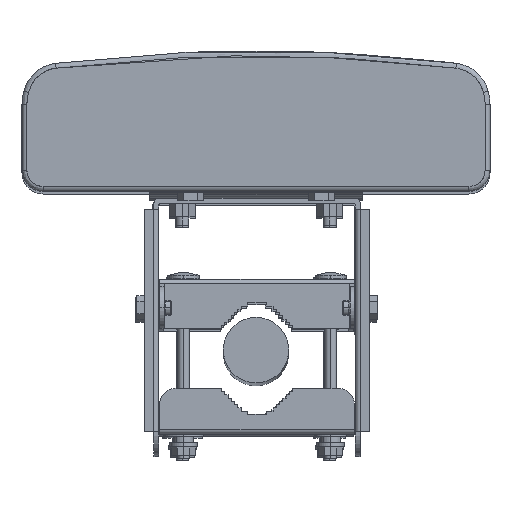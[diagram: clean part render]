
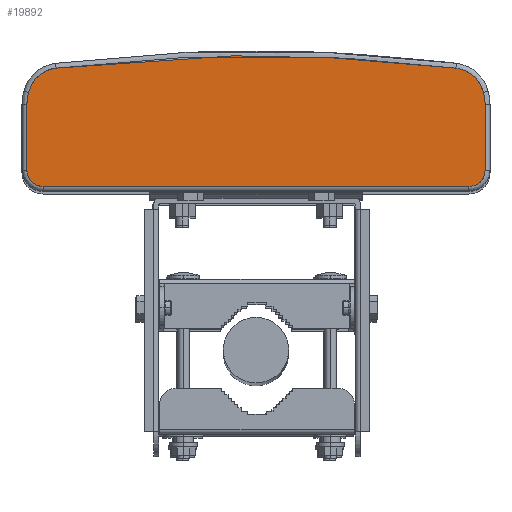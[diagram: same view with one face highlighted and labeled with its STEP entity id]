
A CAD part, top view. The second image highlights one B-rep face of the part: STEP entity #19892.
In plain terms, the highlighted planar face has unit normal (0, 0, 1).
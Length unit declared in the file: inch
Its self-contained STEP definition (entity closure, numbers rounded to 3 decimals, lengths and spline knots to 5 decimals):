
#119 = CARTESIAN_POINT ( 'NONE',  ( -1.61137, 1.6752, 35.5315 ) ) ;
#346 = ORIENTED_EDGE ( 'NONE', *, *, #20464, .F. ) ;
#653 = EDGE_CURVE ( 'NONE', #32775, #19158, #29790, .T. ) ;
#1311 = CARTESIAN_POINT ( 'NONE',  ( 5.38849, 1.01527, 35.5315 ) ) ;
#2652 = ORIENTED_EDGE ( 'NONE', *, *, #13862, .F. ) ;
#2826 =( BOUNDED_CURVE ( )  B_SPLINE_CURVE ( 3, ( #17539, #25419, #11517, #22672 ),
 .UNSPECIFIED., .F., .F. ) 
 B_SPLINE_CURVE_WITH_KNOTS ( ( 4, 4 ),
 ( 0., 1. ),
 .UNSPECIFIED. ) 
 CURVE ( )  GEOMETRIC_REPRESENTATION_ITEM ( )  RATIONAL_B_SPLINE_CURVE ( ( 1., 0.994, 0.994, 1. ) ) 
 REPRESENTATION_ITEM ( '' )  );
#3041 = VERTEX_POINT ( 'NONE', #31944 ) ;
#3887 = CARTESIAN_POINT ( 'NONE',  ( 5.47295, 0.69416, 35.5315 ) ) ;
#4248 = CARTESIAN_POINT ( 'NONE',  ( -5.47295, 0.69416, 35.5315 ) ) ;
#5603 =( BOUNDED_CURVE ( )  B_SPLINE_CURVE ( 3, ( #20894, #9729, #1311, #3887 ),
 .UNSPECIFIED., .F., .F. ) 
 B_SPLINE_CURVE_WITH_KNOTS ( ( 4, 4 ),
 ( 0., 1. ),
 .UNSPECIFIED. ) 
 CURVE ( )  GEOMETRIC_REPRESENTATION_ITEM ( )  RATIONAL_B_SPLINE_CURVE ( ( 1., 0.886, 0.886, 1. ) ) 
 REPRESENTATION_ITEM ( '' )  );
#5800 = VECTOR ( 'NONE', #18918, 39.37008 ) ;
#5815 = ORIENTED_EDGE ( 'NONE', *, *, #653, .F. ) ;
#6991 = CARTESIAN_POINT ( 'NONE',  ( -5.11811, -1.5748, 35.5315 ) ) ;
#7235 = VERTEX_POINT ( 'NONE', #10536 ) ;
#7744 =( BOUNDED_CURVE ( )  B_SPLINE_CURVE ( 3, ( #28115, #119, #22437, #33434 ),
 .UNSPECIFIED., .F., .F. ) 
 B_SPLINE_CURVE_WITH_KNOTS ( ( 4, 4 ),
 ( 0., 1. ),
 .UNSPECIFIED. ) 
 CURVE ( )  GEOMETRIC_REPRESENTATION_ITEM ( )  RATIONAL_B_SPLINE_CURVE ( ( 1., 0.995, 0.995, 1. ) ) 
 REPRESENTATION_ITEM ( '' )  );
#8100 = CARTESIAN_POINT ( 'NONE',  ( 5.34873, -1.5748, 35.5315 ) ) ;
#8338 = ORIENTED_EDGE ( 'NONE', *, *, #22964, .F. ) ;
#8459 = EDGE_CURVE ( 'NONE', #16612, #18518, #20567, .T. ) ;
#8549 = EDGE_CURVE ( 'NONE', #7235, #16612, #30088, .T. ) ;
#9219 = CARTESIAN_POINT ( 'NONE',  ( -5.51181, -1.1811, 35.5315 ) ) ;
#9729 = CARTESIAN_POINT ( 'NONE',  ( 5.13865, 1.23395, 35.5315 ) ) ;
#9926 = LINE ( 'NONE', #29701, #14605 ) ;
#10018 = DIRECTION ( 'NONE',  ( 0., -1., 0. ) ) ;
#10414 = CARTESIAN_POINT ( 'NONE',  ( -5.49879, 0.59596, 35.5315 ) ) ;
#10536 = CARTESIAN_POINT ( 'NONE',  ( 5.11811, -1.5748, 35.5315 ) ) ;
#10766 = CARTESIAN_POINT ( 'NONE',  ( -5.51181, 0.49525, 35.5315 ) ) ;
#11517 = CARTESIAN_POINT ( 'NONE',  ( 5.51181, 0.49525, 35.5315 ) ) ;
#12652 = FACE_OUTER_BOUND ( 'NONE', #33154, .T. ) ;
#12767 = CARTESIAN_POINT ( 'NONE',  ( 5.51181, -1.1811, 35.5315 ) ) ;
#13862 = EDGE_CURVE ( 'NONE', #19526, #24084, #5603, .T. ) ;
#14113 = VERTEX_POINT ( 'NONE', #31987 ) ;
#14414 = AXIS2_PLACEMENT_3D ( 'NONE', #23278, #26381, #14868 ) ;
#14503 = CARTESIAN_POINT ( 'NONE',  ( 5.51181, -1.41173, 35.5315 ) ) ;
#14605 = VECTOR ( 'NONE', #21093, 39.37008 ) ;
#14868 = DIRECTION ( 'NONE',  ( -1., 0., 0. ) ) ;
#15419 = CARTESIAN_POINT ( 'NONE',  ( -5.38849, 1.01527, 35.5315 ) ) ;
#16227 = CARTESIAN_POINT ( 'NONE',  ( 5.51181, 0.3937, 35.5315 ) ) ;
#16568 = EDGE_CURVE ( 'NONE', #14113, #3041, #17563, .T. ) ;
#16612 = VERTEX_POINT ( 'NONE', #6991 ) ;
#17539 = CARTESIAN_POINT ( 'NONE',  ( 5.47295, 0.69416, 35.5315 ) ) ;
#17563 =( BOUNDED_CURVE ( )  B_SPLINE_CURVE ( 3, ( #4248, #15419, #34788, #26563 ),
 .UNSPECIFIED., .F., .F. ) 
 B_SPLINE_CURVE_WITH_KNOTS ( ( 4, 4 ),
 ( 0., 1. ),
 .UNSPECIFIED. ) 
 CURVE ( )  GEOMETRIC_REPRESENTATION_ITEM ( )  RATIONAL_B_SPLINE_CURVE ( ( 1., 0.886, 0.886, 1. ) ) 
 REPRESENTATION_ITEM ( '' )  );
#17775 =( BOUNDED_CURVE ( )  B_SPLINE_CURVE ( 3, ( #33547, #14503, #8100, #19253 ),
 .UNSPECIFIED., .F., .F. ) 
 B_SPLINE_CURVE_WITH_KNOTS ( ( 4, 4 ),
 ( 0., 1. ),
 .UNSPECIFIED. ) 
 CURVE ( )  GEOMETRIC_REPRESENTATION_ITEM ( )  RATIONAL_B_SPLINE_CURVE ( ( 1., 0.805, 0.805, 1. ) ) 
 REPRESENTATION_ITEM ( '' )  );
#18501 = VECTOR ( 'NONE', #10018, 39.37008 ) ;
#18518 = VERTEX_POINT ( 'NONE', #9219 ) ;
#18743 = CARTESIAN_POINT ( 'NONE',  ( -5.51181, -1.1811, 35.5315 ) ) ;
#18918 = DIRECTION ( 'NONE',  ( -1., 0., 0. ) ) ;
#18987 = CARTESIAN_POINT ( 'NONE',  ( -5.51181, 0.3937, 35.5315 ) ) ;
#19126 = CARTESIAN_POINT ( 'NONE',  ( -5.51181, 0.3937, 35.5315 ) ) ;
#19145 = EDGE_CURVE ( 'NONE', #24084, #32775, #2826, .T. ) ;
#19158 = VERTEX_POINT ( 'NONE', #23220 ) ;
#19253 = CARTESIAN_POINT ( 'NONE',  ( 5.11811, -1.5748, 35.5315 ) ) ;
#19526 = VERTEX_POINT ( 'NONE', #22991 ) ;
#19892 = ADVANCED_FACE ( 'NONE', ( #12652 ), #20885, .F. ) ;
#20259 = CARTESIAN_POINT ( 'NONE',  ( 5.47295, 0.69416, 35.5315 ) ) ;
#20464 = EDGE_CURVE ( 'NONE', #24428, #14113, #25271, .T. ) ;
#20513 = ORIENTED_EDGE ( 'NONE', *, *, #20923, .F. ) ;
#20567 =( BOUNDED_CURVE ( )  B_SPLINE_CURVE ( 3, ( #32664, #24055, #33020, #18743 ),
 .UNSPECIFIED., .F., .F. ) 
 B_SPLINE_CURVE_WITH_KNOTS ( ( 4, 4 ),
 ( 0., 1. ),
 .UNSPECIFIED. ) 
 CURVE ( )  GEOMETRIC_REPRESENTATION_ITEM ( )  RATIONAL_B_SPLINE_CURVE ( ( 1., 0.805, 0.805, 1. ) ) 
 REPRESENTATION_ITEM ( '' )  );
#20885 = PLANE ( 'NONE',  #14414 ) ;
#20894 = CARTESIAN_POINT ( 'NONE',  ( 4.8092, 1.27517, 35.5315 ) ) ;
#20923 = EDGE_CURVE ( 'NONE', #3041, #19526, #7744, .T. ) ;
#21093 = DIRECTION ( 'NONE',  ( 0., 1., 0. ) ) ;
#21407 = ORIENTED_EDGE ( 'NONE', *, *, #35545, .F. ) ;
#22437 = CARTESIAN_POINT ( 'NONE',  ( 1.61137, 1.6752, 35.5315 ) ) ;
#22672 = CARTESIAN_POINT ( 'NONE',  ( 5.51181, 0.3937, 35.5315 ) ) ;
#22964 = EDGE_CURVE ( 'NONE', #18518, #24428, #9926, .T. ) ;
#22991 = CARTESIAN_POINT ( 'NONE',  ( 4.8092, 1.27517, 35.5315 ) ) ;
#23220 = CARTESIAN_POINT ( 'NONE',  ( 5.51181, -1.1811, 35.5315 ) ) ;
#23278 = CARTESIAN_POINT ( 'NONE',  ( 4.71146, 0.49386, 35.5315 ) ) ;
#24055 = CARTESIAN_POINT ( 'NONE',  ( -5.34873, -1.5748, 35.5315 ) ) ;
#24084 = VERTEX_POINT ( 'NONE', #20259 ) ;
#24428 = VERTEX_POINT ( 'NONE', #19126 ) ;
#24775 = CARTESIAN_POINT ( 'NONE',  ( -5.11811, -1.5748, 35.5315 ) ) ;
#25271 =( BOUNDED_CURVE ( )  B_SPLINE_CURVE ( 3, ( #18987, #10766, #10414, #35290 ),
 .UNSPECIFIED., .F., .F. ) 
 B_SPLINE_CURVE_WITH_KNOTS ( ( 4, 4 ),
 ( 0., 1. ),
 .UNSPECIFIED. ) 
 CURVE ( )  GEOMETRIC_REPRESENTATION_ITEM ( )  RATIONAL_B_SPLINE_CURVE ( ( 1., 0.994, 0.994, 1. ) ) 
 REPRESENTATION_ITEM ( '' )  );
#25419 = CARTESIAN_POINT ( 'NONE',  ( 5.49879, 0.59596, 35.5315 ) ) ;
#26381 = DIRECTION ( 'NONE',  ( 0., 0., -1. ) ) ;
#26563 = CARTESIAN_POINT ( 'NONE',  ( -4.8092, 1.27517, 35.5315 ) ) ;
#28115 = CARTESIAN_POINT ( 'NONE',  ( -4.8092, 1.27517, 35.5315 ) ) ;
#29268 = ORIENTED_EDGE ( 'NONE', *, *, #8549, .F. ) ;
#29701 = CARTESIAN_POINT ( 'NONE',  ( -5.51181, 0.3937, 35.5315 ) ) ;
#29790 = LINE ( 'NONE', #12767, #18501 ) ;
#30088 = LINE ( 'NONE', #24775, #5800 ) ;
#31757 = ORIENTED_EDGE ( 'NONE', *, *, #19145, .F. ) ;
#31944 = CARTESIAN_POINT ( 'NONE',  ( -4.8092, 1.27517, 35.5315 ) ) ;
#31987 = CARTESIAN_POINT ( 'NONE',  ( -5.47295, 0.69416, 35.5315 ) ) ;
#32664 = CARTESIAN_POINT ( 'NONE',  ( -5.11811, -1.5748, 35.5315 ) ) ;
#32775 = VERTEX_POINT ( 'NONE', #16227 ) ;
#33020 = CARTESIAN_POINT ( 'NONE',  ( -5.51181, -1.41173, 35.5315 ) ) ;
#33154 = EDGE_LOOP ( 'NONE', ( #34967, #346, #8338, #33599, #29268, #21407, #5815, #31757, #2652, #20513 ) ) ;
#33434 = CARTESIAN_POINT ( 'NONE',  ( 4.8092, 1.27517, 35.5315 ) ) ;
#33547 = CARTESIAN_POINT ( 'NONE',  ( 5.51181, -1.1811, 35.5315 ) ) ;
#33599 = ORIENTED_EDGE ( 'NONE', *, *, #8459, .F. ) ;
#34788 = CARTESIAN_POINT ( 'NONE',  ( -5.13865, 1.23395, 35.5315 ) ) ;
#34967 = ORIENTED_EDGE ( 'NONE', *, *, #16568, .F. ) ;
#35290 = CARTESIAN_POINT ( 'NONE',  ( -5.47295, 0.69416, 35.5315 ) ) ;
#35545 = EDGE_CURVE ( 'NONE', #19158, #7235, #17775, .T. ) ;
